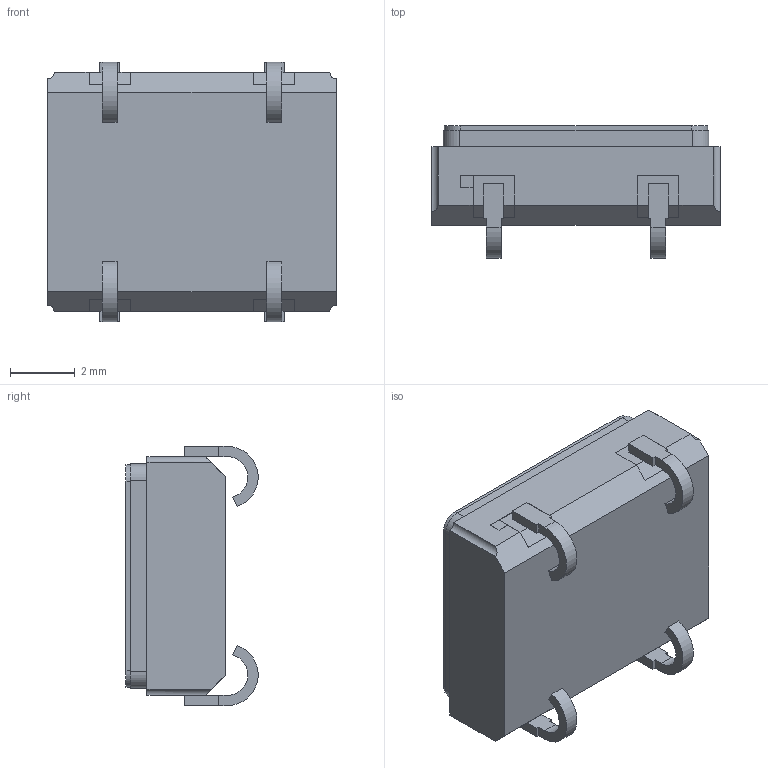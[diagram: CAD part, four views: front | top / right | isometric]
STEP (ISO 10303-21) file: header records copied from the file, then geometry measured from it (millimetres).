
FILE_DESCRIPTION (( 'STEP AP214' ), '1' );
FILE_NAME ('QT188.STEP', '2023-08-14T19:16:00', ( '' ), ( '' ), 'SwSTEP 2.0', 'SolidWorks 2022', '' );
FILE_SCHEMA (( 'AUTOMOTIVE_DESIGN' ));
Length unit declared in the file: inch
Products named in the file (1): QT188
Bounding box: 8.89 x 4.07 x 8 mm (x, y, z)
Volume: 101.5 mm3; surface area: 472.3 mm2
Topology: 10 solids, 10 shells, 310 faces, 803 edges, 534 vertices
Faces by surface type: plane 215, bspline 63, cylinder 32
Entity records: 17150 total; most frequent: CARTESIAN_POINT 5763, ORIENTED_EDGE 1606, DIRECTION 1229, EDGE_CURVE 803, LINE 613, VECTOR 613, VERTEX_POINT 534, EDGE_LOOP 333
